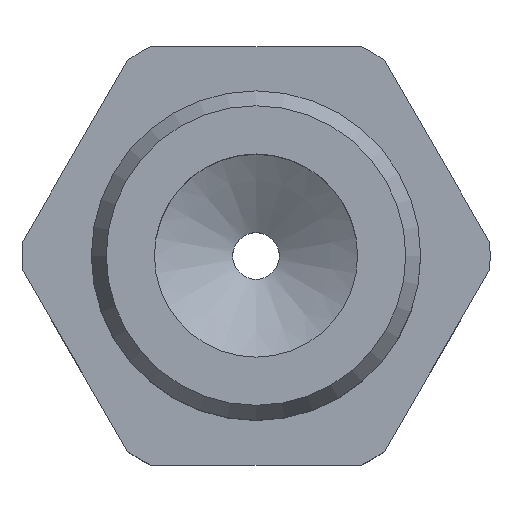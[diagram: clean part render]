
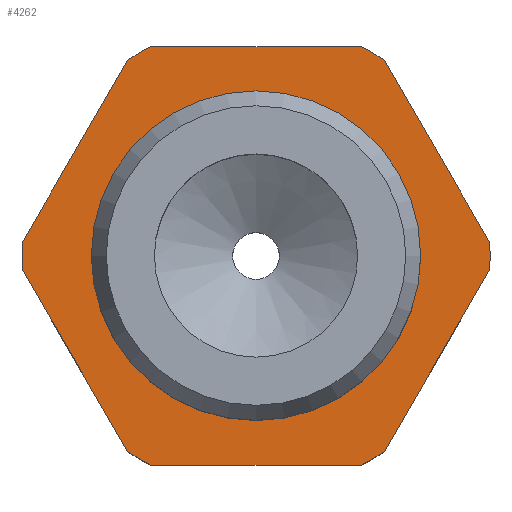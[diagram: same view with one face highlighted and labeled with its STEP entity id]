
A CAD part, top view. The second image highlights one B-rep face of the part: STEP entity #4262.
In plain terms, the highlighted planar face has unit normal (0, 0, 1).
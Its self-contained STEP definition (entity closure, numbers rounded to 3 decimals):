
#43=CIRCLE('',#4403,11.75);
#44=CIRCLE('',#4404,11.75);
#45=CIRCLE('',#4405,11.75);
#46=CIRCLE('',#4406,11.75);
#47=CIRCLE('',#4407,11.75);
#48=CIRCLE('',#4408,11.75);
#49=CIRCLE('',#4409,8.269);
#74=FACE_BOUND('',#863,.T.);
#622=FACE_OUTER_BOUND('',#862,.T.);
#862=EDGE_LOOP('',(#3866,#3867,#3868,#3869,#3870,#3871,#3872,#3873,#3874,
#3875,#3876,#3877));
#863=EDGE_LOOP('',(#3878));
#1234=LINE('',#8229,#1612);
#1237=LINE('',#8235,#1615);
#1240=LINE('',#8241,#1618);
#1243=LINE('',#8247,#1621);
#1246=LINE('',#8253,#1624);
#1249=LINE('',#8259,#1627);
#1612=VECTOR('',#5000,10.);
#1615=VECTOR('',#5005,10.);
#1618=VECTOR('',#5010,10.);
#1621=VECTOR('',#5015,10.);
#1624=VECTOR('',#5020,10.);
#1627=VECTOR('',#5025,10.);
#2034=VERTEX_POINT('',#8227);
#2035=VERTEX_POINT('',#8228);
#2036=VERTEX_POINT('',#8233);
#2037=VERTEX_POINT('',#8234);
#2038=VERTEX_POINT('',#8239);
#2039=VERTEX_POINT('',#8240);
#2040=VERTEX_POINT('',#8245);
#2041=VERTEX_POINT('',#8246);
#2042=VERTEX_POINT('',#8251);
#2043=VERTEX_POINT('',#8252);
#2044=VERTEX_POINT('',#8257);
#2045=VERTEX_POINT('',#8258);
#2046=VERTEX_POINT('',#8269);
#2646=EDGE_CURVE('',#2034,#2035,#1234,.T.);
#2649=EDGE_CURVE('',#2036,#2037,#1237,.T.);
#2652=EDGE_CURVE('',#2038,#2039,#1240,.T.);
#2655=EDGE_CURVE('',#2040,#2041,#1243,.T.);
#2658=EDGE_CURVE('',#2042,#2043,#1246,.T.);
#2661=EDGE_CURVE('',#2044,#2045,#1249,.T.);
#2664=EDGE_CURVE('',#2035,#2042,#43,.T.);
#2665=EDGE_CURVE('',#2043,#2040,#44,.T.);
#2666=EDGE_CURVE('',#2041,#2038,#45,.T.);
#2667=EDGE_CURVE('',#2039,#2044,#46,.T.);
#2668=EDGE_CURVE('',#2045,#2036,#47,.T.);
#2669=EDGE_CURVE('',#2037,#2034,#48,.T.);
#2670=EDGE_CURVE('',#2046,#2046,#49,.T.);
#3866=ORIENTED_EDGE('',*,*,#2646,.T.);
#3867=ORIENTED_EDGE('',*,*,#2664,.T.);
#3868=ORIENTED_EDGE('',*,*,#2658,.T.);
#3869=ORIENTED_EDGE('',*,*,#2665,.T.);
#3870=ORIENTED_EDGE('',*,*,#2655,.T.);
#3871=ORIENTED_EDGE('',*,*,#2666,.T.);
#3872=ORIENTED_EDGE('',*,*,#2652,.T.);
#3873=ORIENTED_EDGE('',*,*,#2667,.T.);
#3874=ORIENTED_EDGE('',*,*,#2661,.T.);
#3875=ORIENTED_EDGE('',*,*,#2668,.T.);
#3876=ORIENTED_EDGE('',*,*,#2649,.T.);
#3877=ORIENTED_EDGE('',*,*,#2669,.T.);
#3878=ORIENTED_EDGE('',*,*,#2670,.F.);
#4049=PLANE('',#4402);
#4262=ADVANCED_FACE('',(#622,#74),#4049,.T.);
#4402=AXIS2_PLACEMENT_3D('',#8262,#5028,#5029);
#4403=AXIS2_PLACEMENT_3D('',#8263,#5030,#5031);
#4404=AXIS2_PLACEMENT_3D('',#8264,#5032,#5033);
#4405=AXIS2_PLACEMENT_3D('',#8265,#5034,#5035);
#4406=AXIS2_PLACEMENT_3D('',#8266,#5036,#5037);
#4407=AXIS2_PLACEMENT_3D('',#8267,#5038,#5039);
#4408=AXIS2_PLACEMENT_3D('',#8268,#5040,#5041);
#4409=AXIS2_PLACEMENT_3D('',#8270,#5042,#5043);
#5000=DIRECTION('',(0.5,0.866,0.));
#5005=DIRECTION('',(1.,0.,0.));
#5010=DIRECTION('',(-0.5,-0.866,0.));
#5015=DIRECTION('',(-1.,0.,0.));
#5020=DIRECTION('',(-0.5,0.866,0.));
#5025=DIRECTION('',(0.5,-0.866,0.));
#5028=DIRECTION('center_axis',(0.,0.,1.));
#5029=DIRECTION('ref_axis',(1.,0.,0.));
#5030=DIRECTION('center_axis',(0.,0.,1.));
#5031=DIRECTION('ref_axis',(1.,0.,0.));
#5032=DIRECTION('center_axis',(0.,0.,1.));
#5033=DIRECTION('ref_axis',(1.,0.,0.));
#5034=DIRECTION('center_axis',(0.,0.,1.));
#5035=DIRECTION('ref_axis',(1.,0.,0.));
#5036=DIRECTION('center_axis',(0.,0.,1.));
#5037=DIRECTION('ref_axis',(1.,0.,0.));
#5038=DIRECTION('center_axis',(0.,0.,1.));
#5039=DIRECTION('ref_axis',(1.,0.,0.));
#5040=DIRECTION('center_axis',(0.,0.,1.));
#5041=DIRECTION('ref_axis',(1.,0.,0.));
#5042=DIRECTION('center_axis',(0.,0.,1.));
#5043=DIRECTION('ref_axis',(1.,0.,0.));
#8227=CARTESIAN_POINT('',(6.456,-9.817,0.));
#8228=CARTESIAN_POINT('',(11.73,-0.683,0.));
#8229=CARTESIAN_POINT('',(8.622,-6.067,0.));
#8233=CARTESIAN_POINT('',(-5.274,-10.5,0.));
#8234=CARTESIAN_POINT('',(5.274,-10.5,0.));
#8235=CARTESIAN_POINT('',(2.637,-10.5,0.));
#8239=CARTESIAN_POINT('',(-6.456,9.817,0.));
#8240=CARTESIAN_POINT('',(-11.73,0.683,0.));
#8241=CARTESIAN_POINT('',(-12.202,-0.134,0.));
#8245=CARTESIAN_POINT('',(5.274,10.5,0.));
#8246=CARTESIAN_POINT('',(-5.274,10.5,0.));
#8247=CARTESIAN_POINT('',(-2.637,10.5,0.));
#8251=CARTESIAN_POINT('',(11.73,0.683,0.));
#8252=CARTESIAN_POINT('',(6.456,9.817,0.));
#8253=CARTESIAN_POINT('',(9.565,4.433,0.));
#8257=CARTESIAN_POINT('',(-11.73,-0.683,0.));
#8258=CARTESIAN_POINT('',(-6.456,-9.817,0.));
#8259=CARTESIAN_POINT('',(-5.985,-10.634,0.));
#8262=CARTESIAN_POINT('Origin',(0.,-8.269,0.));
#8263=CARTESIAN_POINT('Origin',(0.,0.,0.));
#8264=CARTESIAN_POINT('Origin',(0.,0.,0.));
#8265=CARTESIAN_POINT('Origin',(0.,0.,0.));
#8266=CARTESIAN_POINT('Origin',(0.,0.,0.));
#8267=CARTESIAN_POINT('Origin',(0.,0.,0.));
#8268=CARTESIAN_POINT('Origin',(0.,0.,0.));
#8269=CARTESIAN_POINT('',(0.,8.269,0.));
#8270=CARTESIAN_POINT('Origin',(0.,0.,0.));
